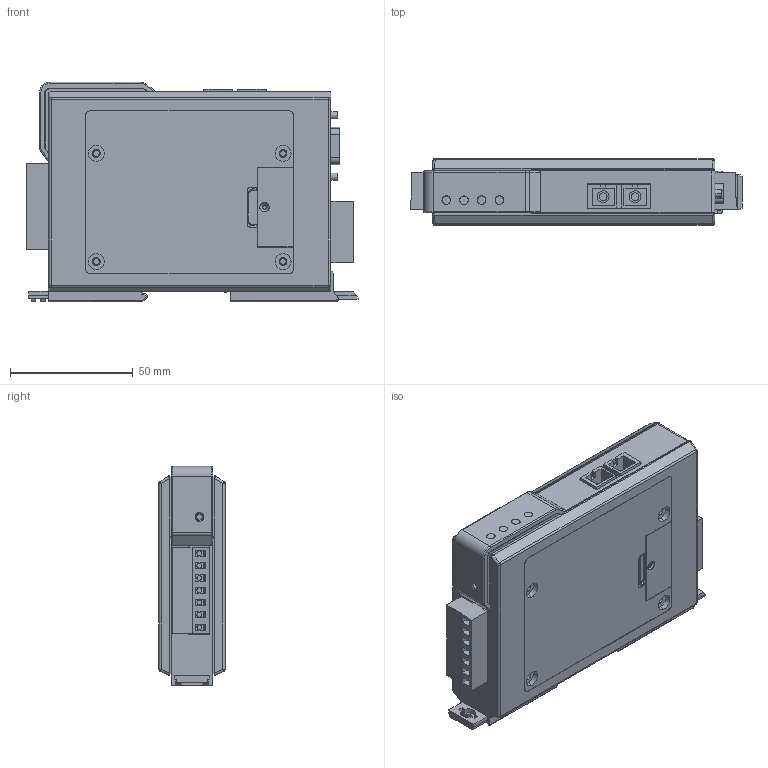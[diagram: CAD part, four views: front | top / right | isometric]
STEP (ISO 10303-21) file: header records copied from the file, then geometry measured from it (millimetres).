
FILE_DESCRIPTION((''),'2;1');
FILE_NAME('MGATE_MB3170_SC','2015-08-13T',('Vincent_Huang'),('PTC'),'PRO/ENGINEER BY PARAMETRIC TECHNOLOGY CORPORATION, 2013050','PRO/ENGINEER BY PARAMETRIC TECHNOLOGY CORPORATION, 2013050','');
FILE_SCHEMA(('CONFIG_CONTROL_DESIGN'));
Length unit declared in the file: millimetre
Products named in the file (1): MGATE_MB3170_SC
Bounding box: 135.05 x 27 x 89.2 mm (x, y, z)
Surface area: 91995.5 mm2 (no closed solid volume)
Topology: 0 solids, 14 shells, 1669 faces, 4474 edges, 2936 vertices
Faces by surface type: plane 1236, cylinder 395, sphere 14, cone 10, torus 9, bspline 5
Entity records: 62158 total; most frequent: CARTESIAN_POINT 9529, ORIENTED_EDGE 8920, DIRECTION 8553, EDGE_CURVE 4460, VECTOR 3537, LINE 3537, VERTEX_POINT 2936, AXIS2_PLACEMENT_3D 2508
